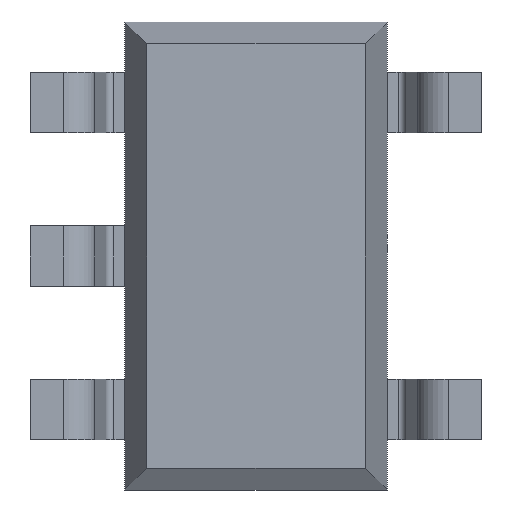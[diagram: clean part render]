
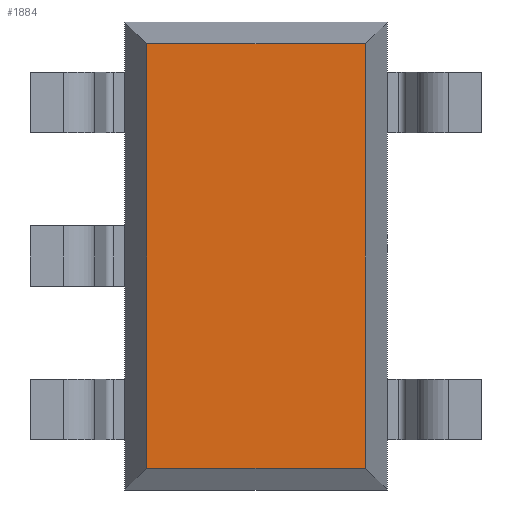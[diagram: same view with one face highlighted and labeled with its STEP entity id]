
A CAD part, front view. The second image highlights one B-rep face of the part: STEP entity #1884.
In plain terms, the highlighted planar face has unit normal (0, -1, 0).
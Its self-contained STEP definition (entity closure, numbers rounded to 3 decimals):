
#22 = VERTEX_POINT ( 'NONE', #296 ) ;
#47 = DIRECTION ( 'NONE',  ( -1., 0., 0. ) ) ;
#70 = DIRECTION ( 'NONE',  ( 1., 0., 0. ) ) ;
#77 = LINE ( 'NONE', #1605, #776 ) ;
#158 = CARTESIAN_POINT ( 'NONE',  ( -0.679, 0.1, 1.45 ) ) ;
#296 = CARTESIAN_POINT ( 'NONE',  ( 0.679, 0.1, 1.316 ) ) ;
#306 = EDGE_LOOP ( 'NONE', ( #1344, #2352, #1177, #563 ) ) ;
#390 = VERTEX_POINT ( 'NONE', #1754 ) ;
#474 = EDGE_CURVE ( 'NONE', #1883, #508, #77, .T. ) ;
#490 = EDGE_CURVE ( 'NONE', #390, #22, #2354, .T. ) ;
#508 = VERTEX_POINT ( 'NONE', #2156 ) ;
#563 = ORIENTED_EDGE ( 'NONE', *, *, #474, .F. ) ;
#776 = VECTOR ( 'NONE', #47, 1000. ) ;
#1026 = CARTESIAN_POINT ( 'NONE',  ( 0., 0.1, 0. ) ) ;
#1040 = PLANE ( 'NONE',  #1190 ) ;
#1052 = DIRECTION ( 'NONE',  ( -1., 0., 0. ) ) ;
#1177 = ORIENTED_EDGE ( 'NONE', *, *, #1458, .F. ) ;
#1190 = AXIS2_PLACEMENT_3D ( 'NONE', #1026, #1398, #1052 ) ;
#1196 = LINE ( 'NONE', #158, #2018 ) ;
#1280 = EDGE_CURVE ( 'NONE', #22, #1883, #1326, .T. ) ;
#1326 = LINE ( 'NONE', #2032, #2316 ) ;
#1344 = ORIENTED_EDGE ( 'NONE', *, *, #1280, .F. ) ;
#1398 = DIRECTION ( 'NONE',  ( 0., 1., 0. ) ) ;
#1458 = EDGE_CURVE ( 'NONE', #508, #390, #1196, .T. ) ;
#1469 = DIRECTION ( 'NONE',  ( 0., 0., 1. ) ) ;
#1605 = CARTESIAN_POINT ( 'NONE',  ( -0.813, 0.1, -1.316 ) ) ;
#1635 = DIRECTION ( 'NONE',  ( 0., 0., -1. ) ) ;
#1754 = CARTESIAN_POINT ( 'NONE',  ( -0.679, 0.1, 1.316 ) ) ;
#1812 = CARTESIAN_POINT ( 'NONE',  ( 0.679, 0.1, -1.316 ) ) ;
#1883 = VERTEX_POINT ( 'NONE', #1812 ) ;
#1884 = ADVANCED_FACE ( 'NONE', ( #2459 ), #1040, .F. ) ;
#1956 = CARTESIAN_POINT ( 'NONE',  ( -0.812, 0.1, 1.316 ) ) ;
#2018 = VECTOR ( 'NONE', #1469, 1000. ) ;
#2032 = CARTESIAN_POINT ( 'NONE',  ( 0.679, 0.1, 1.45 ) ) ;
#2156 = CARTESIAN_POINT ( 'NONE',  ( -0.679, 0.1, -1.316 ) ) ;
#2316 = VECTOR ( 'NONE', #1635, 1000. ) ;
#2320 = VECTOR ( 'NONE', #70, 1000. ) ;
#2352 = ORIENTED_EDGE ( 'NONE', *, *, #490, .F. ) ;
#2354 = LINE ( 'NONE', #1956, #2320 ) ;
#2459 = FACE_OUTER_BOUND ( 'NONE', #306, .T. ) ;
